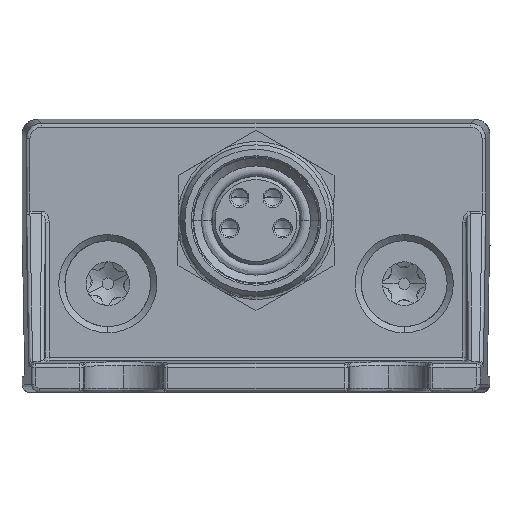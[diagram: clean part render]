
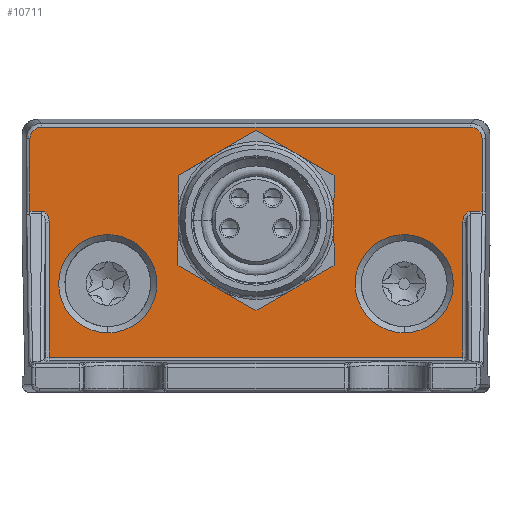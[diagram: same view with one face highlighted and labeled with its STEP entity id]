
A CAD part, front view. The second image highlights one B-rep face of the part: STEP entity #10711.
In plain terms, the highlighted planar face has unit normal (0, -1, 0).
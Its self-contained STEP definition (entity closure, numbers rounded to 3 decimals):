
#2839=AXIS2_PLACEMENT_3D('Circle Axis2P3D',#2837,#2838,$) ;
#2899=AXIS2_PLACEMENT_3D('Circle Axis2P3D',#2897,#2898,$) ;
#2917=AXIS2_PLACEMENT_3D('Circle Axis2P3D',#2915,#2916,$) ;
#2977=AXIS2_PLACEMENT_3D('Circle Axis2P3D',#2975,#2976,$) ;
#3341=AXIS2_PLACEMENT_3D('Plane Axis2P3D',#3338,#3339,#3340) ;
#10656=AXIS2_PLACEMENT_3D('Circle Axis2P3D',#10654,#10655,$) ;
#10675=AXIS2_PLACEMENT_3D('Circle Axis2P3D',#10673,#10674,$) ;
#2565=CARTESIAN_POINT('Vertex',(28.743,20.,17.042)) ;
#2579=CARTESIAN_POINT('Vertex',(1.257,20.,17.042)) ;
#2582=CARTESIAN_POINT('Line Origine',(15.,20.,17.042)) ;
#2619=CARTESIAN_POINT('Vertex',(0.508,20.,16.293)) ;
#2623=CARTESIAN_POINT('Control Point',(1.257,20.,17.042)) ;
#2624=CARTESIAN_POINT('Control Point',(1.194,20.,17.042)) ;
#2625=CARTESIAN_POINT('Control Point',(1.132,20.,17.036)) ;
#2626=CARTESIAN_POINT('Control Point',(1.068,20.,17.023)) ;
#2627=CARTESIAN_POINT('Control Point',(0.944,20.,16.982)) ;
#2628=CARTESIAN_POINT('Control Point',(0.832,20.,16.915)) ;
#2629=CARTESIAN_POINT('Control Point',(0.781,20.,16.876)) ;
#2630=CARTESIAN_POINT('Control Point',(0.656,20.,16.761)) ;
#2631=CARTESIAN_POINT('Control Point',(0.567,20.,16.614)) ;
#2632=CARTESIAN_POINT('Control Point',(0.528,20.,16.511)) ;
#2633=CARTESIAN_POINT('Control Point',(0.508,20.,16.403)) ;
#2634=CARTESIAN_POINT('Control Point',(0.508,20.,16.293)) ;
#2659=CARTESIAN_POINT('Vertex',(0.508,20.,11.654)) ;
#2662=CARTESIAN_POINT('Line Origine',(0.508,20.,8.8)) ;
#2698=CARTESIAN_POINT('Vertex',(1.251,20.,11.654)) ;
#2701=CARTESIAN_POINT('Line Origine',(15.,20.,11.654)) ;
#2722=CARTESIAN_POINT('Vertex',(1.748,20.,2.298)) ;
#2738=CARTESIAN_POINT('Vertex',(28.252,20.,2.298)) ;
#2741=CARTESIAN_POINT('Line Origine',(15.,20.,2.298)) ;
#2765=CARTESIAN_POINT('Vertex',(29.492,20.,11.654)) ;
#2768=CARTESIAN_POINT('Line Origine',(15.,20.,11.654)) ;
#2772=CARTESIAN_POINT('Vertex',(28.749,20.,11.654)) ;
#2805=CARTESIAN_POINT('Vertex',(29.492,20.,16.293)) ;
#2808=CARTESIAN_POINT('Line Origine',(29.492,20.,8.8)) ;
#2837=CARTESIAN_POINT('Axis2P3D Location',(24.5,20.,7.)) ;
#2841=CARTESIAN_POINT('Vertex',(24.5,20.,3.85)) ;
#2843=CARTESIAN_POINT('Vertex',(24.5,20.,10.15)) ;
#2897=CARTESIAN_POINT('Axis2P3D Location',(24.5,20.,7.)) ;
#2915=CARTESIAN_POINT('Axis2P3D Location',(5.5,20.,7.)) ;
#2919=CARTESIAN_POINT('Vertex',(5.5,20.,3.85)) ;
#2921=CARTESIAN_POINT('Vertex',(5.5,20.,10.15)) ;
#2975=CARTESIAN_POINT('Axis2P3D Location',(5.5,20.,7.)) ;
#3338=CARTESIAN_POINT('Axis2P3D Location',(23.125,20.,7.)) ;
#10510=CARTESIAN_POINT('Control Point',(28.252,20.,10.951)) ;
#10511=CARTESIAN_POINT('Control Point',(28.252,20.,11.334)) ;
#10512=CARTESIAN_POINT('Control Point',(28.478,20.,11.654)) ;
#10513=CARTESIAN_POINT('Control Point',(28.749,20.,11.654)) ;
#10514=CARTESIAN_POINT('Vertex',(28.252,20.,10.951)) ;
#10534=CARTESIAN_POINT('Line Origine',(28.252,20.,8.8)) ;
#10555=CARTESIAN_POINT('Vertex',(1.748,20.,10.951)) ;
#10558=CARTESIAN_POINT('Line Origine',(1.748,20.,8.8)) ;
#10584=CARTESIAN_POINT('Control Point',(1.251,20.,11.654)) ;
#10585=CARTESIAN_POINT('Control Point',(1.522,20.,11.654)) ;
#10586=CARTESIAN_POINT('Control Point',(1.748,20.,11.334)) ;
#10587=CARTESIAN_POINT('Control Point',(1.748,20.,10.951)) ;
#10622=CARTESIAN_POINT('Control Point',(29.492,20.,16.293)) ;
#10623=CARTESIAN_POINT('Control Point',(29.492,20.,16.356)) ;
#10624=CARTESIAN_POINT('Control Point',(29.486,20.,16.418)) ;
#10625=CARTESIAN_POINT('Control Point',(29.473,20.,16.482)) ;
#10626=CARTESIAN_POINT('Control Point',(29.432,20.,16.606)) ;
#10627=CARTESIAN_POINT('Control Point',(29.365,20.,16.718)) ;
#10628=CARTESIAN_POINT('Control Point',(29.326,20.,16.769)) ;
#10629=CARTESIAN_POINT('Control Point',(29.211,20.,16.894)) ;
#10630=CARTESIAN_POINT('Control Point',(29.064,20.,16.983)) ;
#10631=CARTESIAN_POINT('Control Point',(28.961,20.,17.022)) ;
#10632=CARTESIAN_POINT('Control Point',(28.853,20.,17.042)) ;
#10633=CARTESIAN_POINT('Control Point',(28.743,20.,17.042)) ;
#10651=CARTESIAN_POINT('Vertex',(18.5,20.,11.05)) ;
#10654=CARTESIAN_POINT('Axis2P3D Location',(15.,20.,11.05)) ;
#10658=CARTESIAN_POINT('Vertex',(11.5,20.,11.05)) ;
#10673=CARTESIAN_POINT('Axis2P3D Location',(15.,20.,11.05)) ;
#2583=DIRECTION('Vector Direction',(1.,0.,0.)) ;
#2663=DIRECTION('Vector Direction',(0.,0.,1.)) ;
#2702=DIRECTION('Vector Direction',(-1.,0.,0.)) ;
#2742=DIRECTION('Vector Direction',(-1.,0.,0.)) ;
#2769=DIRECTION('Vector Direction',(-1.,0.,0.)) ;
#2809=DIRECTION('Vector Direction',(0.,0.,1.)) ;
#2838=DIRECTION('Axis2P3D Direction',(0.,-1.,0.)) ;
#2898=DIRECTION('Axis2P3D Direction',(0.,-1.,0.)) ;
#2916=DIRECTION('Axis2P3D Direction',(0.,-1.,0.)) ;
#2976=DIRECTION('Axis2P3D Direction',(0.,-1.,0.)) ;
#3339=DIRECTION('Axis2P3D Direction',(0.,-1.,0.)) ;
#3340=DIRECTION('Axis2P3D XDirection',(0.,0.,1.)) ;
#10535=DIRECTION('Vector Direction',(0.,0.,-1.)) ;
#10559=DIRECTION('Vector Direction',(0.,0.,1.)) ;
#10655=DIRECTION('Axis2P3D Direction',(0.,-1.,0.)) ;
#10674=DIRECTION('Axis2P3D Direction',(0.,-1.,0.)) ;
#2584=VECTOR('Line Direction',#2583,1.) ;
#2664=VECTOR('Line Direction',#2663,1.) ;
#2703=VECTOR('Line Direction',#2702,1.) ;
#2743=VECTOR('Line Direction',#2742,1.) ;
#2770=VECTOR('Line Direction',#2769,1.) ;
#2810=VECTOR('Line Direction',#2809,1.) ;
#10536=VECTOR('Line Direction',#10535,1.) ;
#10560=VECTOR('Line Direction',#10559,1.) ;
#10686=ORIENTED_EDGE('',*,*,#2586,.T.) ;
#10687=ORIENTED_EDGE('',*,*,#2635,.T.) ;
#10688=ORIENTED_EDGE('',*,*,#2666,.T.) ;
#10689=ORIENTED_EDGE('',*,*,#2705,.T.) ;
#10690=ORIENTED_EDGE('',*,*,#10588,.F.) ;
#10691=ORIENTED_EDGE('',*,*,#10562,.F.) ;
#10692=ORIENTED_EDGE('',*,*,#2745,.T.) ;
#10693=ORIENTED_EDGE('',*,*,#10538,.F.) ;
#10694=ORIENTED_EDGE('',*,*,#10516,.F.) ;
#10695=ORIENTED_EDGE('',*,*,#2774,.T.) ;
#10696=ORIENTED_EDGE('',*,*,#2812,.T.) ;
#10697=ORIENTED_EDGE('',*,*,#10634,.T.) ;
#10700=ORIENTED_EDGE('',*,*,#10660,.F.) ;
#10701=ORIENTED_EDGE('',*,*,#10677,.F.) ;
#10704=ORIENTED_EDGE('',*,*,#2845,.T.) ;
#10705=ORIENTED_EDGE('',*,*,#2901,.T.) ;
#10708=ORIENTED_EDGE('',*,*,#2923,.T.) ;
#10709=ORIENTED_EDGE('',*,*,#2979,.T.) ;
#10702=FACE_BOUND('',#10699,.T.) ;
#10706=FACE_BOUND('',#10703,.T.) ;
#10710=FACE_BOUND('',#10707,.T.) ;
#10711=ADVANCED_FACE('Hauptkoerper',(#10698,#10702,#10706,#10710),#3342,.T.) ;
#2622=B_SPLINE_CURVE_WITH_KNOTS('',5,(#2623,#2624,#2625,#2626,#2627,#2628,#2629,#2630,#2631,#2632,#2633,#2634),.UNSPECIFIED.,.F.,.U.,(6,3,3,6),(0.,0.605,1.21,2.269),.UNSPECIFIED.) ;
#10621=B_SPLINE_CURVE_WITH_KNOTS('',5,(#10622,#10623,#10624,#10625,#10626,#10627,#10628,#10629,#10630,#10631,#10632,#10633),.UNSPECIFIED.,.F.,.U.,(6,3,3,6),(0.,0.605,1.21,2.269),.UNSPECIFIED.) ;
#2840=CIRCLE('generated circle',#2839,3.15) ;
#2900=CIRCLE('generated circle',#2899,3.15) ;
#2918=CIRCLE('generated circle',#2917,3.15) ;
#2978=CIRCLE('generated circle',#2977,3.15) ;
#10657=CIRCLE('generated circle',#10656,3.5) ;
#10676=CIRCLE('generated circle',#10675,3.5) ;
#2586=EDGE_CURVE('',#2566,#2580,#2585,.F.) ;
#2635=EDGE_CURVE('',#2580,#2620,#2622,.T.) ;
#2666=EDGE_CURVE('',#2620,#2660,#2665,.F.) ;
#2705=EDGE_CURVE('',#2660,#2699,#2704,.F.) ;
#2745=EDGE_CURVE('',#2723,#2739,#2744,.F.) ;
#2774=EDGE_CURVE('',#2773,#2766,#2771,.F.) ;
#2812=EDGE_CURVE('',#2766,#2806,#2811,.T.) ;
#2845=EDGE_CURVE('',#2842,#2844,#2840,.F.) ;
#2901=EDGE_CURVE('',#2844,#2842,#2900,.F.) ;
#2923=EDGE_CURVE('',#2920,#2922,#2918,.F.) ;
#2979=EDGE_CURVE('',#2922,#2920,#2978,.F.) ;
#10516=EDGE_CURVE('',#2773,#10515,#10509,.F.) ;
#10538=EDGE_CURVE('',#10515,#2739,#10537,.T.) ;
#10562=EDGE_CURVE('',#2723,#10556,#10561,.T.) ;
#10588=EDGE_CURVE('',#10556,#2699,#10583,.F.) ;
#10634=EDGE_CURVE('',#2806,#2566,#10621,.T.) ;
#10660=EDGE_CURVE('',#10652,#10659,#10657,.T.) ;
#10677=EDGE_CURVE('',#10659,#10652,#10676,.T.) ;
#10685=EDGE_LOOP('',(#10686,#10687,#10688,#10689,#10690,#10691,#10692,#10693,#10694,#10695,#10696,#10697)) ;
#10699=EDGE_LOOP('',(#10700,#10701)) ;
#10703=EDGE_LOOP('',(#10704,#10705)) ;
#10707=EDGE_LOOP('',(#10708,#10709)) ;
#10698=FACE_OUTER_BOUND('',#10685,.T.) ;
#2585=LINE('Line',#2582,#2584) ;
#2665=LINE('Line',#2662,#2664) ;
#2704=LINE('Line',#2701,#2703) ;
#2744=LINE('Line',#2741,#2743) ;
#2771=LINE('Line',#2768,#2770) ;
#2811=LINE('Line',#2808,#2810) ;
#10537=LINE('Line',#10534,#10536) ;
#10561=LINE('Line',#10558,#10560) ;
#3342=PLANE('',#3341) ;
#2566=VERTEX_POINT('',#2565) ;
#2580=VERTEX_POINT('',#2579) ;
#2620=VERTEX_POINT('',#2619) ;
#2660=VERTEX_POINT('',#2659) ;
#2699=VERTEX_POINT('',#2698) ;
#2723=VERTEX_POINT('',#2722) ;
#2739=VERTEX_POINT('',#2738) ;
#2766=VERTEX_POINT('',#2765) ;
#2773=VERTEX_POINT('',#2772) ;
#2806=VERTEX_POINT('',#2805) ;
#2842=VERTEX_POINT('',#2841) ;
#2844=VERTEX_POINT('',#2843) ;
#2920=VERTEX_POINT('',#2919) ;
#2922=VERTEX_POINT('',#2921) ;
#10515=VERTEX_POINT('',#10514) ;
#10556=VERTEX_POINT('',#10555) ;
#10652=VERTEX_POINT('',#10651) ;
#10659=VERTEX_POINT('',#10658) ;
#10509=(BOUNDED_CURVE()B_SPLINE_CURVE(3,(#10510,#10511,#10512,#10513),.UNSPECIFIED.,.F.,.U.)B_SPLINE_CURVE_WITH_KNOTS((4,4),(-0.001,0.865),.UNSPECIFIED.)CURVE()GEOMETRIC_REPRESENTATION_ITEM()RATIONAL_B_SPLINE_CURVE((1.,1.,1.,1.))REPRESENTATION_ITEM('')) ;
#10583=(BOUNDED_CURVE()B_SPLINE_CURVE(3,(#10584,#10585,#10586,#10587),.UNSPECIFIED.,.F.,.U.)B_SPLINE_CURVE_WITH_KNOTS((4,4),(-0.001,0.865),.UNSPECIFIED.)CURVE()GEOMETRIC_REPRESENTATION_ITEM()RATIONAL_B_SPLINE_CURVE((1.,1.,1.,1.))REPRESENTATION_ITEM('')) ;
